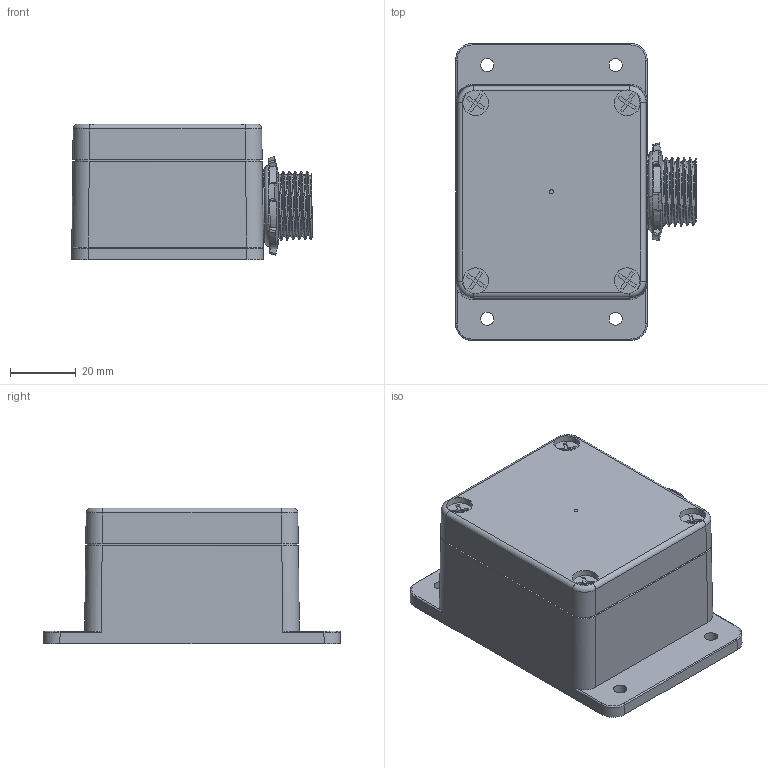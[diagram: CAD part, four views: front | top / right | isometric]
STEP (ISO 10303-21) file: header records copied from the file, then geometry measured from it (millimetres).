
FILE_DESCRIPTION((''),'2;1');
FILE_NAME('PSP-E_ASM','2024-05-23T11:06:52',('Administrator'),(''),'CREO PARAMETRIC BY PTC INC, 2023073','CREO PARAMETRIC BY PTC INC, 2023073','');
FILE_SCHEMA(('CONFIG_CONTROL_DESIGN','SHAPE_APPEARANCE_LAYERS_GROUPS'));
Length unit declared in the file: millimetre
Products named in the file (19): 11; 12; 13; 14; 15; 16; 17; 18; 19; 20; 21; 22; 23; 24; 25; 26; 27; 28; PSP-E_ASM
Assembly tree (21 placements, depth 2):
  PSP-E_ASM
    11
    12
    13  x4
    14
    15
    16
    17
    18
    19
    20
    21
    22
    23
    24
    25
    26
    27
    28
Bounding box: 73.11 x 90.2 x 41.27 mm (x, y, z)
Volume: 65741.5 mm3; surface area: 49036.5 mm2
Topology: 15 solids, 21 shells, 1224 faces, 3319 edges, 2167 vertices
Faces by surface type: plane 822, cylinder 225, cone 89, torus 60, bspline 24, sphere 4
Entity records: 57076 total; most frequent: CARTESIAN_POINT 10150, ORIENTED_EDGE 6218, DIRECTION 5845, PRESENTATION_STYLE_ASSIGNMENT 4269, STYLED_ITEM 3139, CURVE_STYLE 3121, EDGE_CURVE 3121, VECTOR 2295
